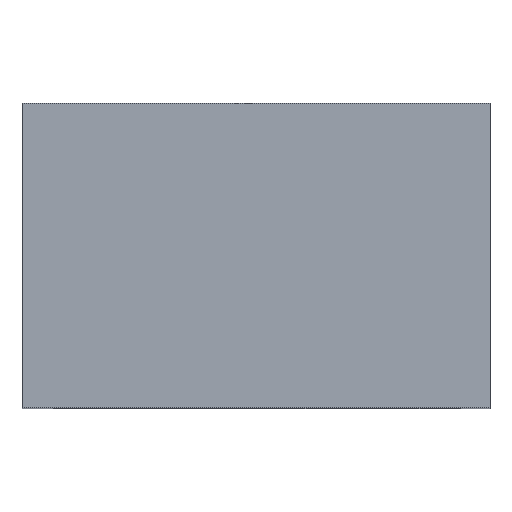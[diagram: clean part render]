
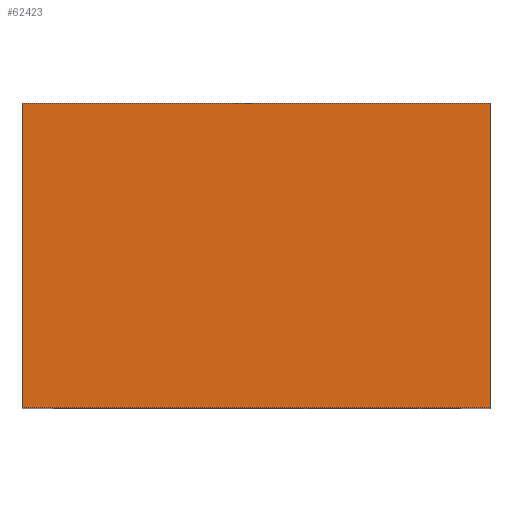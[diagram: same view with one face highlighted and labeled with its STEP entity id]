
A CAD part, top view. The second image highlights one B-rep face of the part: STEP entity #62423.
In plain terms, the highlighted planar face has unit normal (0, 0, 1).
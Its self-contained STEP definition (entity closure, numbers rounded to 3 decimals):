
#2291=ORIENTED_EDGE('',*,*,#16074,.F.);
#2292=ORIENTED_EDGE('',*,*,#16073,.F.);
#2293=ORIENTED_EDGE('',*,*,#14922,.T.);
#2294=ORIENTED_EDGE('',*,*,#16075,.T.);
#14922=EDGE_CURVE('',#21816,#21815,#26411,.T.);
#16073=EDGE_CURVE('',#21816,#22964,#27561,.T.);
#16074=EDGE_CURVE('',#22964,#22965,#27562,.T.);
#16075=EDGE_CURVE('',#21815,#22965,#27563,.T.);
#21815=VERTEX_POINT('',#80910);
#21816=VERTEX_POINT('',#80912);
#22964=VERTEX_POINT('',#83212);
#22965=VERTEX_POINT('',#83216);
#26411=LINE('',#80911,#33302);
#27561=LINE('',#83213,#34452);
#27562=LINE('',#83215,#34453);
#27563=LINE('',#83217,#34454);
#33302=VECTOR('',#68230,1000.);
#34452=VECTOR('',#69386,1000.);
#34453=VECTOR('',#69389,1000.);
#34454=VECTOR('',#69390,1000.);
#39123=EDGE_LOOP('',(#2291,#2292,#2293,#2294));
#41496=FACE_BOUND('',#39123,.T.);
#43841=PLANE('',#64781);
#62423=ADVANCED_FACE('',(#41496),#43841,.T.);
#64781=AXIS2_PLACEMENT_3D('',#83214,#69387,#69388);
#68230=DIRECTION('',(1.,0.,0.));
#69386=DIRECTION('',(0.,1.,0.));
#69387=DIRECTION('',(0.,0.,1.));
#69388=DIRECTION('',(1.,0.,0.));
#69389=DIRECTION('',(1.,0.,0.));
#69390=DIRECTION('',(0.,1.,0.));
#80910=CARTESIAN_POINT('',(5.8,-3.775,10.16));
#80911=CARTESIAN_POINT('',(-5.8,-3.775,10.16));
#80912=CARTESIAN_POINT('',(-5.8,-3.775,10.16));
#83212=CARTESIAN_POINT('',(-5.8,3.775,10.16));
#83213=CARTESIAN_POINT('',(-5.8,-3.775,10.16));
#83214=CARTESIAN_POINT('',(-5.8,-3.775,10.16));
#83215=CARTESIAN_POINT('',(-5.8,3.775,10.16));
#83216=CARTESIAN_POINT('',(5.8,3.775,10.16));
#83217=CARTESIAN_POINT('',(5.8,-3.775,10.16));
